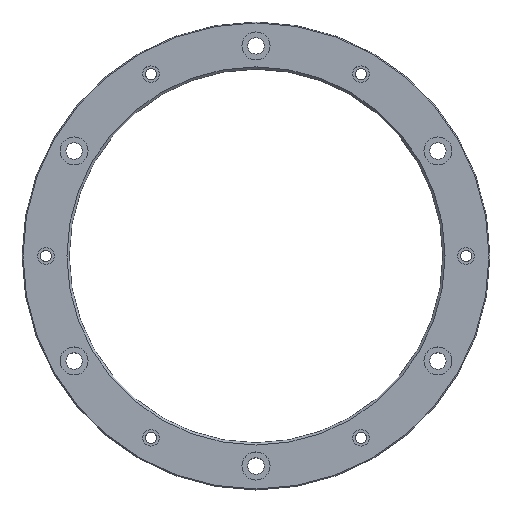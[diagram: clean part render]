
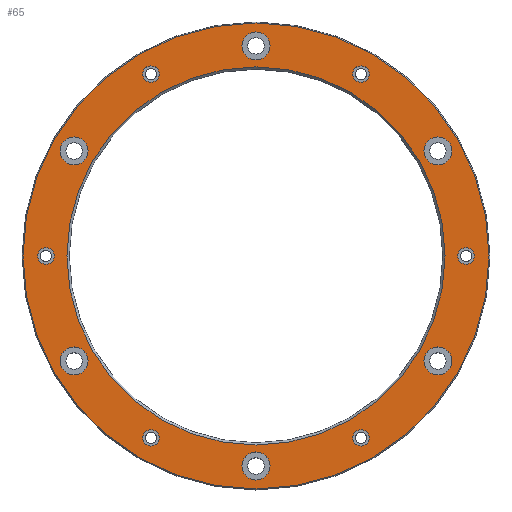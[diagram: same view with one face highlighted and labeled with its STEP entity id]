
A CAD part, top view. The second image highlights one B-rep face of the part: STEP entity #65.
In plain terms, the highlighted planar face has unit normal (0, 0, 1).
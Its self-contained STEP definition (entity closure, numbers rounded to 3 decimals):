
#65=ADVANCED_FACE('',(#124,#125,#126,#127,#128,#129,#130,#131,#132,#133,
#134,#135,#136,#137),#110,.T.);
#110=PLANE('',#652);
#124=FACE_BOUND('',#238,.T.);
#125=FACE_BOUND('',#239,.T.);
#126=FACE_BOUND('',#240,.T.);
#127=FACE_BOUND('',#241,.T.);
#128=FACE_BOUND('',#242,.T.);
#129=FACE_BOUND('',#243,.T.);
#130=FACE_BOUND('',#244,.T.);
#131=FACE_BOUND('',#245,.T.);
#132=FACE_BOUND('',#246,.T.);
#133=FACE_BOUND('',#247,.T.);
#134=FACE_BOUND('',#248,.T.);
#135=FACE_BOUND('',#249,.T.);
#136=FACE_BOUND('',#250,.T.);
#137=FACE_BOUND('',#251,.T.);
#238=EDGE_LOOP('',(#352));
#239=EDGE_LOOP('',(#353));
#240=EDGE_LOOP('',(#354));
#241=EDGE_LOOP('',(#355));
#242=EDGE_LOOP('',(#356));
#243=EDGE_LOOP('',(#357));
#244=EDGE_LOOP('',(#358));
#245=EDGE_LOOP('',(#359));
#246=EDGE_LOOP('',(#360));
#247=EDGE_LOOP('',(#361));
#248=EDGE_LOOP('',(#362));
#249=EDGE_LOOP('',(#363));
#250=EDGE_LOOP('',(#364));
#251=EDGE_LOOP('',(#365));
#352=ORIENTED_EDGE('',*,*,#523,.T.);
#353=ORIENTED_EDGE('',*,*,#524,.T.);
#354=ORIENTED_EDGE('',*,*,#525,.T.);
#355=ORIENTED_EDGE('',*,*,#526,.T.);
#356=ORIENTED_EDGE('',*,*,#527,.T.);
#357=ORIENTED_EDGE('',*,*,#528,.T.);
#358=ORIENTED_EDGE('',*,*,#529,.T.);
#359=ORIENTED_EDGE('',*,*,#530,.T.);
#360=ORIENTED_EDGE('',*,*,#531,.T.);
#361=ORIENTED_EDGE('',*,*,#532,.T.);
#362=ORIENTED_EDGE('',*,*,#533,.T.);
#363=ORIENTED_EDGE('',*,*,#534,.T.);
#364=ORIENTED_EDGE('',*,*,#535,.T.);
#365=ORIENTED_EDGE('',*,*,#536,.T.);
#466=VERTEX_POINT('',#948);
#467=VERTEX_POINT('',#950);
#468=VERTEX_POINT('',#952);
#469=VERTEX_POINT('',#954);
#470=VERTEX_POINT('',#956);
#471=VERTEX_POINT('',#958);
#472=VERTEX_POINT('',#960);
#473=VERTEX_POINT('',#962);
#474=VERTEX_POINT('',#964);
#475=VERTEX_POINT('',#966);
#476=VERTEX_POINT('',#968);
#477=VERTEX_POINT('',#970);
#478=VERTEX_POINT('',#972);
#479=VERTEX_POINT('',#974);
#523=EDGE_CURVE('',#466,#466,#580,.T.);
#524=EDGE_CURVE('',#467,#467,#581,.T.);
#525=EDGE_CURVE('',#468,#468,#582,.T.);
#526=EDGE_CURVE('',#469,#469,#583,.T.);
#527=EDGE_CURVE('',#470,#470,#584,.T.);
#528=EDGE_CURVE('',#471,#471,#585,.T.);
#529=EDGE_CURVE('',#472,#472,#586,.T.);
#530=EDGE_CURVE('',#473,#473,#587,.T.);
#531=EDGE_CURVE('',#474,#474,#588,.T.);
#532=EDGE_CURVE('',#475,#475,#589,.T.);
#533=EDGE_CURVE('',#476,#476,#590,.T.);
#534=EDGE_CURVE('',#477,#477,#591,.T.);
#535=EDGE_CURVE('',#478,#478,#592,.T.);
#536=EDGE_CURVE('',#479,#479,#593,.T.);
#580=CIRCLE('',#638,49.925);
#581=CIRCLE('',#639,40.51);
#582=CIRCLE('',#640,1.75);
#583=CIRCLE('',#641,1.75);
#584=CIRCLE('',#642,1.75);
#585=CIRCLE('',#643,1.75);
#586=CIRCLE('',#644,1.75);
#587=CIRCLE('',#645,1.75);
#588=CIRCLE('',#646,3.);
#589=CIRCLE('',#647,3.);
#590=CIRCLE('',#648,3.);
#591=CIRCLE('',#649,3.);
#592=CIRCLE('',#650,3.);
#593=CIRCLE('',#651,3.);
#638=AXIS2_PLACEMENT_3D('',#947,#742,#743);
#639=AXIS2_PLACEMENT_3D('',#949,#744,#745);
#640=AXIS2_PLACEMENT_3D('',#951,#746,#747);
#641=AXIS2_PLACEMENT_3D('',#953,#748,#749);
#642=AXIS2_PLACEMENT_3D('',#955,#750,#751);
#643=AXIS2_PLACEMENT_3D('',#957,#752,#753);
#644=AXIS2_PLACEMENT_3D('',#959,#754,#755);
#645=AXIS2_PLACEMENT_3D('',#961,#756,#757);
#646=AXIS2_PLACEMENT_3D('',#963,#758,#759);
#647=AXIS2_PLACEMENT_3D('',#965,#760,#761);
#648=AXIS2_PLACEMENT_3D('',#967,#762,#763);
#649=AXIS2_PLACEMENT_3D('',#969,#764,#765);
#650=AXIS2_PLACEMENT_3D('',#971,#766,#767);
#651=AXIS2_PLACEMENT_3D('',#973,#768,#769);
#652=AXIS2_PLACEMENT_3D('',#975,#770,#771);
#742=DIRECTION('',(0.,0.,1.));
#743=DIRECTION('',(1.,0.,0.));
#744=DIRECTION('',(0.,0.,-1.));
#745=DIRECTION('',(1.,0.,0.));
#746=DIRECTION('',(0.,0.,-1.));
#747=DIRECTION('',(-0.5,0.866,0.));
#748=DIRECTION('',(0.,0.,-1.));
#749=DIRECTION('',(0.5,0.866,0.));
#750=DIRECTION('',(0.,0.,-1.));
#751=DIRECTION('',(1.,0.,0.));
#752=DIRECTION('',(0.,0.,-1.));
#753=DIRECTION('',(0.5,-0.866,0.));
#754=DIRECTION('',(0.,0.,-1.));
#755=DIRECTION('',(-0.5,-0.866,0.));
#756=DIRECTION('',(0.,0.,-1.));
#757=DIRECTION('',(-1.,0.,0.));
#758=DIRECTION('',(0.,0.,-1.));
#759=DIRECTION('',(-0.5,0.866,0.));
#760=DIRECTION('',(0.,0.,-1.));
#761=DIRECTION('',(0.5,0.866,0.));
#762=DIRECTION('',(0.,0.,-1.));
#763=DIRECTION('',(1.,0.,0.));
#764=DIRECTION('',(0.,0.,-1.));
#765=DIRECTION('',(0.5,-0.866,0.));
#766=DIRECTION('',(0.,0.,-1.));
#767=DIRECTION('',(-0.5,-0.866,0.));
#768=DIRECTION('',(0.,0.,-1.));
#769=DIRECTION('',(-1.,0.,0.));
#770=DIRECTION('',(0.,0.,1.));
#771=DIRECTION('',(1.,0.,0.));
#947=CARTESIAN_POINT('',(0.,0.,10.));
#948=CARTESIAN_POINT('',(49.925,0.,10.));
#949=CARTESIAN_POINT('',(0.,0.,10.));
#950=CARTESIAN_POINT('',(40.51,0.,10.));
#951=CARTESIAN_POINT('',(22.5,-38.971,10.));
#952=CARTESIAN_POINT('',(21.625,-37.456,10.));
#953=CARTESIAN_POINT('',(-22.5,-38.971,10.));
#954=CARTESIAN_POINT('',(-21.625,-37.456,10.));
#955=CARTESIAN_POINT('',(-45.,0.,10.));
#956=CARTESIAN_POINT('',(-43.25,0.,10.));
#957=CARTESIAN_POINT('',(-22.5,38.971,10.));
#958=CARTESIAN_POINT('',(-21.625,37.456,10.));
#959=CARTESIAN_POINT('',(22.5,38.971,10.));
#960=CARTESIAN_POINT('',(21.625,37.456,10.));
#961=CARTESIAN_POINT('',(45.,0.,10.));
#962=CARTESIAN_POINT('',(43.25,0.,10.));
#963=CARTESIAN_POINT('',(38.971,22.5,10.));
#964=CARTESIAN_POINT('',(37.471,25.098,10.));
#965=CARTESIAN_POINT('',(38.971,-22.5,10.));
#966=CARTESIAN_POINT('',(40.471,-19.902,10.));
#967=CARTESIAN_POINT('',(0.,-45.,10.));
#968=CARTESIAN_POINT('',(3.,-45.,10.));
#969=CARTESIAN_POINT('',(-38.971,-22.5,10.));
#970=CARTESIAN_POINT('',(-37.471,-25.098,10.));
#971=CARTESIAN_POINT('',(-38.971,22.5,10.));
#972=CARTESIAN_POINT('',(-40.471,19.902,10.));
#973=CARTESIAN_POINT('',(0.,45.,10.));
#974=CARTESIAN_POINT('',(-3.,45.,10.));
#975=CARTESIAN_POINT('',(0.,0.,10.));
